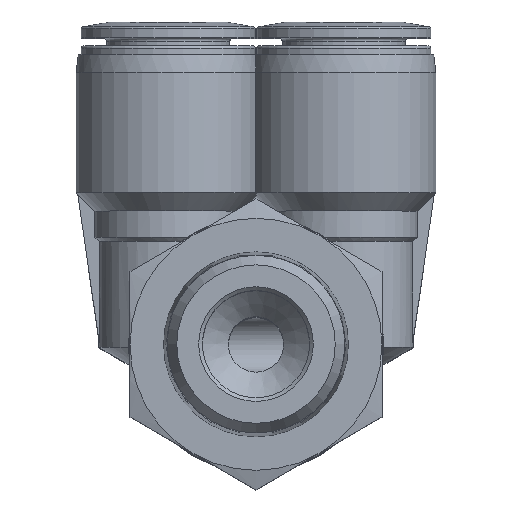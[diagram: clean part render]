
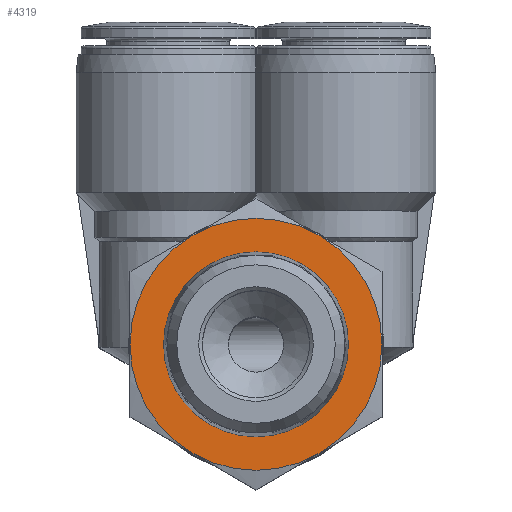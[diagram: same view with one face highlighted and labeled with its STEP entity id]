
A CAD part, top view. The second image highlights one B-rep face of the part: STEP entity #4319.
In plain terms, the highlighted planar face has unit normal (0, 0, 1).
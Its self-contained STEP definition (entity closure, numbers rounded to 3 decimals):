
#244=PLANE('',#4612);
#692=ORIENTED_EDGE('',*,*,#1403,.F.);
#693=ORIENTED_EDGE('',*,*,#1402,.F.);
#694=ORIENTED_EDGE('',*,*,#1401,.F.);
#695=ORIENTED_EDGE('',*,*,#1404,.F.);
#696=ORIENTED_EDGE('',*,*,#1400,.F.);
#697=ORIENTED_EDGE('',*,*,#1399,.F.);
#698=ORIENTED_EDGE('',*,*,#1398,.F.);
#1398=EDGE_CURVE('',#1753,#1753,#1931,.T.);
#1399=EDGE_CURVE('',#1744,#1746,#1932,.T.);
#1400=EDGE_CURVE('',#1746,#1748,#1933,.T.);
#1401=EDGE_CURVE('',#1749,#1740,#1934,.T.);
#1402=EDGE_CURVE('',#1740,#1742,#1935,.T.);
#1403=EDGE_CURVE('',#1742,#1744,#1936,.T.);
#1404=EDGE_CURVE('',#1748,#1749,#1937,.T.);
#1740=VERTEX_POINT('',#6522);
#1742=VERTEX_POINT('',#6534);
#1744=VERTEX_POINT('',#6546);
#1746=VERTEX_POINT('',#6558);
#1748=VERTEX_POINT('',#6570);
#1749=VERTEX_POINT('',#6580);
#1753=VERTEX_POINT('',#6595);
#1931=CIRCLE('',#4601,10.517);
#1932=CIRCLE('',#4603,14.335);
#1933=CIRCLE('',#4605,14.335);
#1934=CIRCLE('',#4607,14.335);
#1935=CIRCLE('',#4609,14.335);
#1936=CIRCLE('',#4611,14.335);
#1937=CIRCLE('',#4613,14.335);
#2147=EDGE_LOOP('',(#692,#693,#694,#695,#696,#697));
#2148=EDGE_LOOP('',(#698));
#2473=FACE_BOUND('',#2147,.T.);
#2474=FACE_BOUND('',#2148,.T.);
#4319=ADVANCED_FACE('',(#2473,#2474),#244,.F.);
#4601=AXIS2_PLACEMENT_3D('',#6594,#5170,#5171);
#4603=AXIS2_PLACEMENT_3D('',#6597,#5174,#5175);
#4605=AXIS2_PLACEMENT_3D('',#6599,#5178,#5179);
#4607=AXIS2_PLACEMENT_3D('',#6601,#5182,#5183);
#4609=AXIS2_PLACEMENT_3D('',#6603,#5186,#5187);
#4611=AXIS2_PLACEMENT_3D('',#6605,#5190,#5191);
#4612=AXIS2_PLACEMENT_3D('',#6606,#5192,#5193);
#4613=AXIS2_PLACEMENT_3D('',#6607,#5194,#5195);
#5170=DIRECTION('',(0.,0.,1.));
#5171=DIRECTION('',(1.,0.,0.));
#5174=DIRECTION('',(0.,0.,-1.));
#5175=DIRECTION('',(-1.,0.,0.));
#5178=DIRECTION('',(0.,0.,-1.));
#5179=DIRECTION('',(-1.,0.,0.));
#5182=DIRECTION('',(0.,0.,-1.));
#5183=DIRECTION('',(-1.,0.,0.));
#5186=DIRECTION('',(0.,0.,-1.));
#5187=DIRECTION('',(-1.,0.,0.));
#5190=DIRECTION('',(0.,0.,-1.));
#5191=DIRECTION('',(-1.,0.,0.));
#5192=DIRECTION('',(0.,0.,-1.));
#5193=DIRECTION('',(-1.,0.,0.));
#5194=DIRECTION('',(0.,0.,-1.));
#5195=DIRECTION('',(-1.,0.,0.));
#6522=CARTESIAN_POINT('',(-14.335,0.,0.));
#6534=CARTESIAN_POINT('',(-7.168,12.414,0.));
#6546=CARTESIAN_POINT('',(7.168,12.414,0.));
#6558=CARTESIAN_POINT('',(14.335,0.,0.));
#6570=CARTESIAN_POINT('',(7.168,-12.414,0.));
#6580=CARTESIAN_POINT('',(-7.168,-12.414,0.));
#6594=CARTESIAN_POINT('',(0.,0.,0.));
#6595=CARTESIAN_POINT('',(10.517,0.,0.));
#6597=CARTESIAN_POINT('',(0.,0.,0.));
#6599=CARTESIAN_POINT('',(0.,0.,0.));
#6601=CARTESIAN_POINT('',(0.,0.,0.));
#6603=CARTESIAN_POINT('',(0.,0.,0.));
#6605=CARTESIAN_POINT('',(0.,0.,0.));
#6606=CARTESIAN_POINT('',(0.,0.,0.));
#6607=CARTESIAN_POINT('',(0.,0.,0.));
